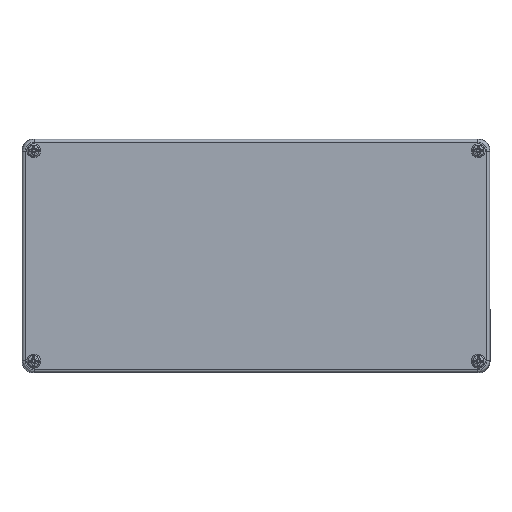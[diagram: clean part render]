
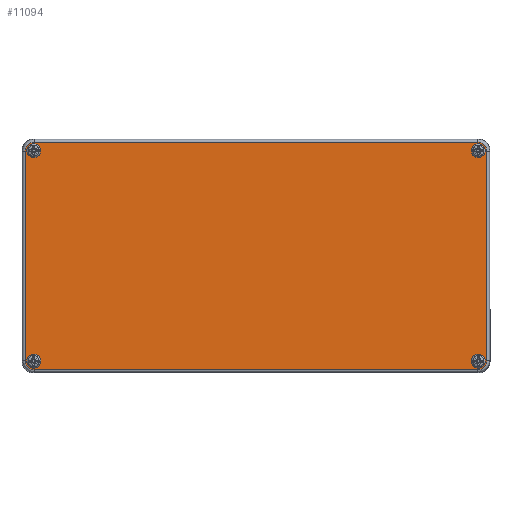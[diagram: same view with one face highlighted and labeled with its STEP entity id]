
A CAD part, top view. The second image highlights one B-rep face of the part: STEP entity #11094.
In plain terms, the highlighted face is planar.
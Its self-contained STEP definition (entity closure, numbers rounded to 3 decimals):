
#10383=CARTESIAN_POINT('',(6.205,-58.559,-25.0));
#10384=VERTEX_POINT('',#10383);
#10392=CARTESIAN_POINT('',(233.795,-58.559,-25.0));
#10393=VERTEX_POINT('',#10392);
#10394=CARTESIAN_POINT('',(6.205,-58.559,-25.0));
#10395=DIRECTION('',(1.0,0.0,0.0));
#10396=VECTOR('',#10395,227.59);
#10397=LINE('',#10394,#10396);
#10398=EDGE_CURVE('',#10384,#10393,#10397,.T.);
#10511=CARTESIAN_POINT('',(1.705,-54.059,-25.0));
#10512=VERTEX_POINT('',#10511);
#10520=CARTESIAN_POINT('',(6.205,-54.059,-25.0));
#10521=DIRECTION('',(0.0,0.0,1.));
#10522=DIRECTION('',(-0.707,-0.707,0.0));
#10523=AXIS2_PLACEMENT_3D('',#10520,#10521,#10522);
#10524=ELLIPSE('',#10523,4.5,4.5);
#10525=EDGE_CURVE('',#10512,#10384,#10524,.T.);
#10602=CARTESIAN_POINT('',(238.295,-54.059,-25.0));
#10603=VERTEX_POINT('',#10602);
#10621=CARTESIAN_POINT('',(233.795,-54.059,-25.0));
#10622=DIRECTION('',(0.0,0.0,1.));
#10623=DIRECTION('',(0.707,-0.707,0.0));
#10624=AXIS2_PLACEMENT_3D('',#10621,#10622,#10623);
#10625=ELLIPSE('',#10624,4.5,4.5);
#10626=EDGE_CURVE('',#10393,#10603,#10625,.T.);
#10638=CARTESIAN_POINT('',(1.705,53.531,-25.0));
#10639=VERTEX_POINT('',#10638);
#10647=CARTESIAN_POINT('',(1.705,53.531,-25.0));
#10648=DIRECTION('',(0.0,-1.0,0.0));
#10649=VECTOR('',#10648,107.59);
#10650=LINE('',#10647,#10649);
#10651=EDGE_CURVE('',#10639,#10512,#10650,.T.);
#10668=CARTESIAN_POINT('',(238.295,53.531,-25.0));
#10669=VERTEX_POINT('',#10668);
#10686=CARTESIAN_POINT('',(238.295,-54.059,-25.0));
#10687=DIRECTION('',(0.0,1.0,0.0));
#10688=VECTOR('',#10687,107.59);
#10689=LINE('',#10686,#10688);
#10690=EDGE_CURVE('',#10603,#10669,#10689,.T.);
#10788=CARTESIAN_POINT('',(6.205,58.031,-25.0));
#10789=VERTEX_POINT('',#10788);
#10797=CARTESIAN_POINT('',(6.205,53.531,-25.0));
#10798=DIRECTION('',(0.0,0.0,1.));
#10799=DIRECTION('',(-0.707,0.707,0.0));
#10800=AXIS2_PLACEMENT_3D('',#10797,#10798,#10799);
#10801=ELLIPSE('',#10800,4.5,4.5);
#10802=EDGE_CURVE('',#10789,#10639,#10801,.T.);
#10879=CARTESIAN_POINT('',(233.795,58.031,-25.0));
#10880=VERTEX_POINT('',#10879);
#10898=CARTESIAN_POINT('',(233.795,53.531,-25.0));
#10899=DIRECTION('',(0.0,0.0,1.));
#10900=DIRECTION('',(0.707,0.707,0.0));
#10901=AXIS2_PLACEMENT_3D('',#10898,#10899,#10900);
#10902=ELLIPSE('',#10901,4.5,4.5);
#10903=EDGE_CURVE('',#10669,#10880,#10902,.T.);
#10921=CARTESIAN_POINT('',(233.795,58.031,-25.0));
#10922=DIRECTION('',(-1.0,0.0,0.0));
#10923=VECTOR('',#10922,227.59);
#10924=LINE('',#10921,#10923);
#10925=EDGE_CURVE('',#10880,#10789,#10924,.T.);
#11035=CARTESIAN_POINT('',(120.0,-0.264,-25.0));
#11036=DIRECTION('',(0.0,0.0,1.0));
#11037=DIRECTION('',(1.0,0.0,0.0));
#11038=AXIS2_PLACEMENT_3D('',#11035,#11036,#11037);
#11039=PLANE('',#11038);
#11040=ORIENTED_EDGE('',*,*,#10398,.F.);
#11041=ORIENTED_EDGE('',*,*,#10525,.F.);
#11042=ORIENTED_EDGE('',*,*,#10651,.F.);
#11043=ORIENTED_EDGE('',*,*,#10802,.F.);
#11044=ORIENTED_EDGE('',*,*,#10925,.F.);
#11045=ORIENTED_EDGE('',*,*,#10903,.F.);
#11046=ORIENTED_EDGE('',*,*,#10690,.F.);
#11047=ORIENTED_EDGE('',*,*,#10626,.F.);
#11048=EDGE_LOOP('',(#11040,#11041,#11042,#11043,#11044,#11045,#11046,#11047));
#11049=FACE_OUTER_BOUND('',#11048,.T.);
#11050=CARTESIAN_POINT('',(2.4,53.736,-25.0));
#11051=VERTEX_POINT('',#11050);
#11052=CARTESIAN_POINT('',(6.,53.736,-25.0));
#11053=DIRECTION('',(0.0,0.0,1.0));
#11054=DIRECTION('',(1.0,0.0,0.0));
#11055=AXIS2_PLACEMENT_3D('',#11052,#11053,#11054);
#11056=CIRCLE('',#11055,3.6);
#11057=EDGE_CURVE('',#11051,#11051,#11056,.T.);
#11058=ORIENTED_EDGE('',*,*,#11057,.T.);
#11059=EDGE_LOOP('',(#11058));
#11060=FACE_BOUND('',#11059,.T.);
#11061=CARTESIAN_POINT('',(2.4,-54.264,-25.0));
#11062=VERTEX_POINT('',#11061);
#11063=CARTESIAN_POINT('',(6.,-54.264,-25.0));
#11064=DIRECTION('',(0.0,0.0,1.0));
#11065=DIRECTION('',(1.0,0.0,0.0));
#11066=AXIS2_PLACEMENT_3D('',#11063,#11064,#11065);
#11067=CIRCLE('',#11066,3.6);
#11068=EDGE_CURVE('',#11062,#11062,#11067,.T.);
#11069=ORIENTED_EDGE('',*,*,#11068,.T.);
#11070=EDGE_LOOP('',(#11069));
#11071=FACE_BOUND('',#11070,.T.);
#11072=CARTESIAN_POINT('',(230.4,-54.264,-25.0));
#11073=VERTEX_POINT('',#11072);
#11074=CARTESIAN_POINT('',(234.0,-54.264,-25.0));
#11075=DIRECTION('',(0.0,0.0,1.0));
#11076=DIRECTION('',(1.0,0.0,0.0));
#11077=AXIS2_PLACEMENT_3D('',#11074,#11075,#11076);
#11078=CIRCLE('',#11077,3.6);
#11079=EDGE_CURVE('',#11073,#11073,#11078,.T.);
#11080=ORIENTED_EDGE('',*,*,#11079,.T.);
#11081=EDGE_LOOP('',(#11080));
#11082=FACE_BOUND('',#11081,.T.);
#11083=CARTESIAN_POINT('',(230.4,53.736,-25.0));
#11084=VERTEX_POINT('',#11083);
#11085=CARTESIAN_POINT('',(234.,53.736,-25.0));
#11086=DIRECTION('',(0.0,0.0,1.0));
#11087=DIRECTION('',(1.0,0.0,0.0));
#11088=AXIS2_PLACEMENT_3D('',#11085,#11086,#11087);
#11089=CIRCLE('',#11088,3.6);
#11090=EDGE_CURVE('',#11084,#11084,#11089,.T.);
#11091=ORIENTED_EDGE('',*,*,#11090,.T.);
#11092=EDGE_LOOP('',(#11091));
#11093=FACE_BOUND('',#11092,.T.);
#11094=ADVANCED_FACE('',(#11049,#11060,#11071,#11082,#11093),#11039,.F.);
